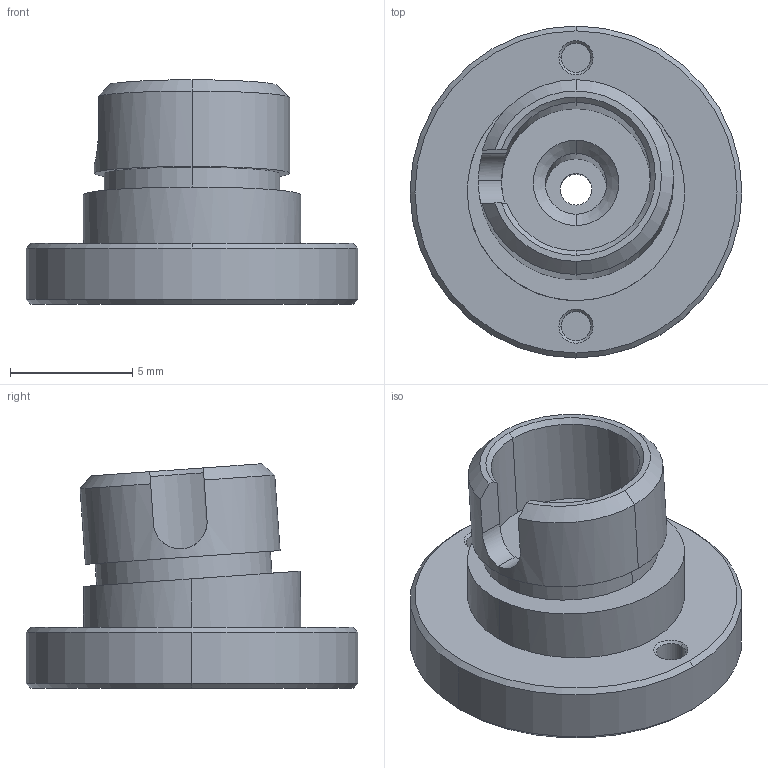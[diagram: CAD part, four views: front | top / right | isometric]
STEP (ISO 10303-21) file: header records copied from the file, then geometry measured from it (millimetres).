
FILE_DESCRIPTION (( 'STEP AP203' ), '1' );
FILE_NAME ('528301.STEP', '2023-08-01T03:07:41', ( 'Windows User' ), ( 'P R C' ), 'SwSTEP 2.0', 'SolidWorks 2020', '' );
FILE_SCHEMA (( 'CONFIG_CONTROL_DESIGN' ));
Length unit declared in the file: millimetre
Products named in the file (1): 528301
Bounding box: 13.6 x 13.6 x 9.2 mm (x, y, z)
Volume: 555.3 mm3; surface area: 668.4 mm2
Topology: 1 solids, 1 shells, 49 faces, 109 edges, 68 vertices
Faces by surface type: cylinder 20, cone 16, plane 11, bspline 2
Entity records: 1761 total; most frequent: CARTESIAN_POINT 580, DIRECTION 243, ORIENTED_EDGE 218, EDGE_CURVE 109, AXIS2_PLACEMENT_3D 100, VERTEX_POINT 68, EDGE_LOOP 57, CIRCLE 52
